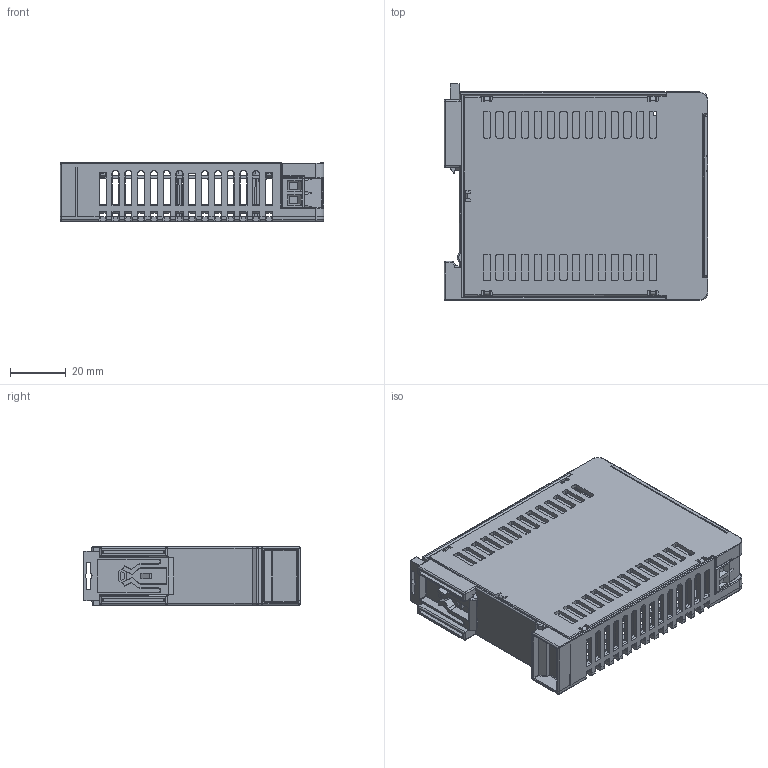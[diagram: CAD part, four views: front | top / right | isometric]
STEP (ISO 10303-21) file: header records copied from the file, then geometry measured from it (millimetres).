
FILE_DESCRIPTION((''),'2;1');
FILE_NAME('DRS-24V30W1NZ_ASM','2015-10-13T',('Siriporn.S'),(''),'PRO/ENGINEER BY PARAMETRIC TECHNOLOGY CORPORATION, 2010180','PRO/ENGINEER BY PARAMETRIC TECHNOLOGY CORPORATION, 2010180','');
FILE_SCHEMA(('CONFIG_CONTROL_DESIGN','SHAPE_APPEARANCE_LAYERS_GROUPS'));
Products named in the file (16): CHASSIS; COVER; PWB3__1_; PWB_MIN_1; MB310-508M02Y_1; MB310-508M03Y_1; VR_GF063STB102K_1; LED_2300321531_1; 307022136G; 307655076G; 307022146G; 307655086G; PWB_ASSY_ASM; 3421026502-1_1; SPECLABEL; DRS-24V30W1NZ_ASM
Assembly tree (15 placements, depth 3):
  DRS-24V30W1NZ_ASM
    CHASSIS
    COVER
    PWB_ASSY_ASM
      PWB3__1_
      PWB_MIN_1
      MB310-508M02Y_1
      MB310-508M03Y_1
      VR_GF063STB102K_1
      LED_2300321531_1
      307022136G
      307655076G
      307022146G
      307655086G
    3421026502-1_1
    SPECLABEL
Bounding box: 95 x 78 x 21 mm (x, y, z)
Volume: 39105.1 mm3; surface area: 63559.3 mm2
Topology: 14 solids, 16 shells, 2681 faces, 7373 edges, 4712 vertices
Faces by surface type: plane 1870, cylinder 604, torus 84, sphere 48, cone 44, bspline 26, extrusion 5
Entity records: 96172 total; most frequent: CARTESIAN_POINT 19623, ORIENTED_EDGE 14650, DIRECTION 12548, EDGE_CURVE 7325, VECTOR 5776, LINE 5771, VERTEX_POINT 4712, AXIS2_PLACEMENT_3D 3386
